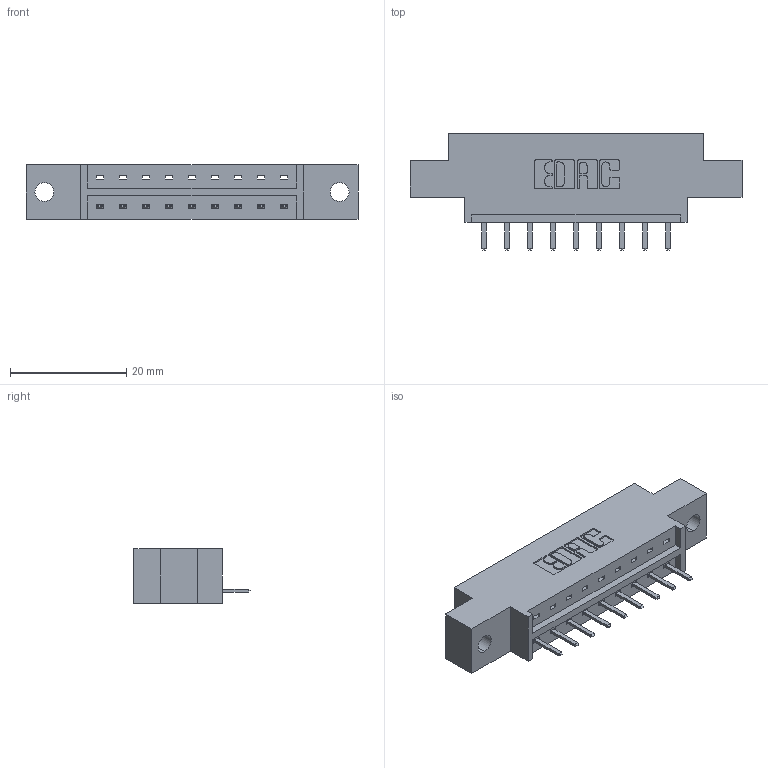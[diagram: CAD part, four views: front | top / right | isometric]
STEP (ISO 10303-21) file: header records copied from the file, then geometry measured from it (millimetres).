
FILE_DESCRIPTION (( 'STEP AP203' ), '1' );
FILE_NAME ('833-009-520-602.STEP', '2020-05-30T16:54:29', ( '' ), ( '' ), 'SwSTEP 2.0', 'SolidWorks 2020', '' );
FILE_SCHEMA (( 'CONFIG_CONTROL_DESIGN' ));
Length unit declared in the file: inch
Products named in the file (3): 345-292-001_345-293-120; 833-009-520-602; 833 Part_Offset - .128 Dia
Assembly tree (10 placements, depth 2):
  833-009-520-602
    833 Part_Offset - .128 Dia
    345-292-001_345-293-120  x9
Bounding box: 57.2 x 20.02 x 9.4 mm (x, y, z)
Volume: 5181.8 mm3; surface area: 5225.6 mm2
Topology: 10 solids, 10 shells, 676 faces, 1979 edges, 1294 vertices
Faces by surface type: plane 470, cylinder 206
Entity records: 10019 total; most frequent: CARTESIAN_POINT 1753, ORIENTED_EDGE 1686, DIRECTION 1533, EDGE_CURVE 843, VECTOR 711, LINE 711, VERTEX_POINT 558, AXIS2_PLACEMENT_3D 411
